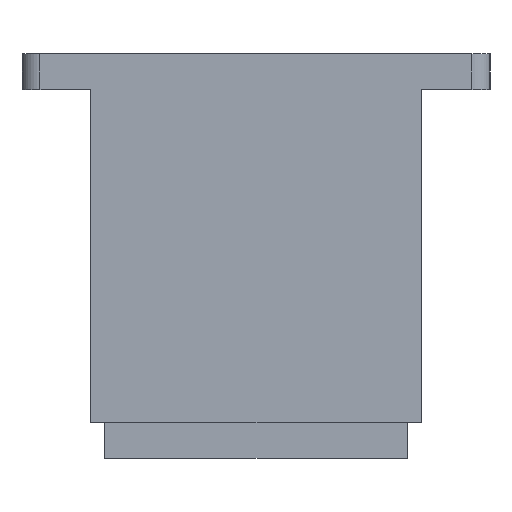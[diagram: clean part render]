
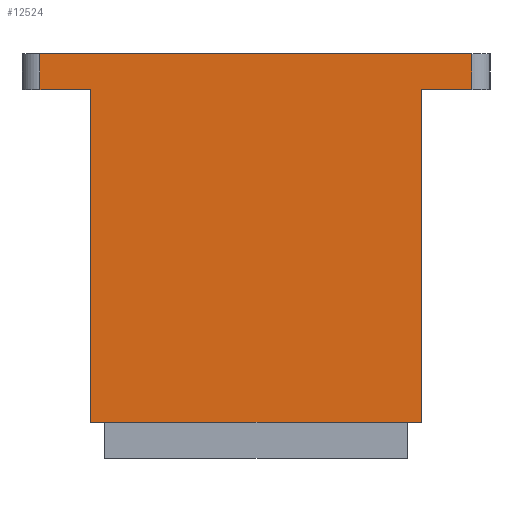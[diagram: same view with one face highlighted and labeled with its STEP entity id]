
A CAD part, left-side view. The second image highlights one B-rep face of the part: STEP entity #12524.
In plain terms, the highlighted planar face has unit normal (-1, 0, 0).
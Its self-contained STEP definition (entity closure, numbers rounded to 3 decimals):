
#379=PLANE('',#13220);
#764=LINE('',#17825,#1662);
#765=LINE('',#17827,#1663);
#766=LINE('',#17829,#1664);
#767=LINE('',#17831,#1665);
#768=LINE('',#17833,#1666);
#769=LINE('',#17835,#1667);
#770=LINE('',#17837,#1668);
#771=LINE('',#17839,#1669);
#772=LINE('',#17841,#1670);
#773=LINE('',#17843,#1671);
#1662=VECTOR('',#14459,1000.);
#1663=VECTOR('',#14462,1000.);
#1664=VECTOR('',#14463,1000.);
#1665=VECTOR('',#14464,1000.);
#1666=VECTOR('',#14465,1000.);
#1667=VECTOR('',#14466,1000.);
#1668=VECTOR('',#14467,1000.);
#1669=VECTOR('',#14468,1000.);
#1670=VECTOR('',#14469,1000.);
#1671=VECTOR('',#14470,1000.);
#2563=ORIENTED_EDGE('',*,*,#5550,.F.);
#2564=ORIENTED_EDGE('',*,*,#5551,.F.);
#2565=ORIENTED_EDGE('',*,*,#5552,.F.);
#2566=ORIENTED_EDGE('',*,*,#5553,.F.);
#2567=ORIENTED_EDGE('',*,*,#5554,.F.);
#2568=ORIENTED_EDGE('',*,*,#5555,.F.);
#2569=ORIENTED_EDGE('',*,*,#5556,.T.);
#2570=ORIENTED_EDGE('',*,*,#5557,.F.);
#2571=ORIENTED_EDGE('',*,*,#5558,.F.);
#2572=ORIENTED_EDGE('',*,*,#5559,.T.);
#5550=EDGE_CURVE('',#7044,#7041,#764,.T.);
#5551=EDGE_CURVE('',#7045,#7044,#765,.T.);
#5552=EDGE_CURVE('',#7046,#7045,#766,.T.);
#5553=EDGE_CURVE('',#7047,#7046,#767,.T.);
#5554=EDGE_CURVE('',#7048,#7047,#768,.T.);
#5555=EDGE_CURVE('',#7049,#7048,#769,.T.);
#5556=EDGE_CURVE('',#7049,#7050,#770,.T.);
#5557=EDGE_CURVE('',#7051,#7050,#771,.T.);
#5558=EDGE_CURVE('',#7052,#7051,#772,.T.);
#5559=EDGE_CURVE('',#7052,#7041,#773,.T.);
#7041=VERTEX_POINT('',#17819);
#7044=VERTEX_POINT('',#17824);
#7045=VERTEX_POINT('',#17828);
#7046=VERTEX_POINT('',#17830);
#7047=VERTEX_POINT('',#17832);
#7048=VERTEX_POINT('',#17834);
#7049=VERTEX_POINT('',#17836);
#7050=VERTEX_POINT('',#17838);
#7051=VERTEX_POINT('',#17840);
#7052=VERTEX_POINT('',#17842);
#8626=EDGE_LOOP('',(#2563,#2564,#2565,#2566,#2567,#2568,#2569,#2570,#2571,
#2572));
#9554=FACE_BOUND('',#8626,.T.);
#12524=ADVANCED_FACE('',(#9554),#379,.T.);
#13220=AXIS2_PLACEMENT_3D('',#17826,#14460,#14461);
#14459=DIRECTION('',(0.,0.,1.));
#14460=DIRECTION('',(-1.,0.,0.));
#14461=DIRECTION('',(0.,0.,1.));
#14462=DIRECTION('',(0.,1.,0.));
#14463=DIRECTION('',(0.,0.,1.));
#14464=DIRECTION('',(0.,1.,0.));
#14465=DIRECTION('',(0.,1.,0.));
#14466=DIRECTION('',(0.,1.,0.));
#14467=DIRECTION('',(0.,0.,1.));
#14468=DIRECTION('',(0.,1.,0.));
#14469=DIRECTION('',(0.,0.,-1.));
#14470=DIRECTION('',(0.,1.,0.));
#17819=CARTESIAN_POINT('',(-120.281,92.551,112.5));
#17824=CARTESIAN_POINT('',(-120.281,92.551,102.5));
#17825=CARTESIAN_POINT('',(-120.281,92.551,56.25));
#17826=CARTESIAN_POINT('',(-120.281,-13.449,10.));
#17827=CARTESIAN_POINT('',(-120.281,-32.449,102.5));
#17828=CARTESIAN_POINT('',(-120.281,78.551,102.5));
#17829=CARTESIAN_POINT('',(-120.281,78.551,10.));
#17830=CARTESIAN_POINT('',(-120.281,78.551,10.));
#17831=CARTESIAN_POINT('',(-120.281,-13.449,10.));
#17832=CARTESIAN_POINT('',(-120.281,74.551,10.));
#17833=CARTESIAN_POINT('',(-120.281,9.551,10.));
#17834=CARTESIAN_POINT('',(-120.281,-9.449,10.));
#17835=CARTESIAN_POINT('',(-120.281,-13.449,10.));
#17836=CARTESIAN_POINT('',(-120.281,-13.449,10.));
#17837=CARTESIAN_POINT('',(-120.281,-13.449,10.));
#17838=CARTESIAN_POINT('',(-120.281,-13.449,102.5));
#17839=CARTESIAN_POINT('',(-120.281,-32.449,102.5));
#17840=CARTESIAN_POINT('',(-120.281,-27.449,102.5));
#17841=CARTESIAN_POINT('',(-120.281,-27.449,56.25));
#17842=CARTESIAN_POINT('',(-120.281,-27.449,112.5));
#17843=CARTESIAN_POINT('',(-120.281,-32.449,112.5));
